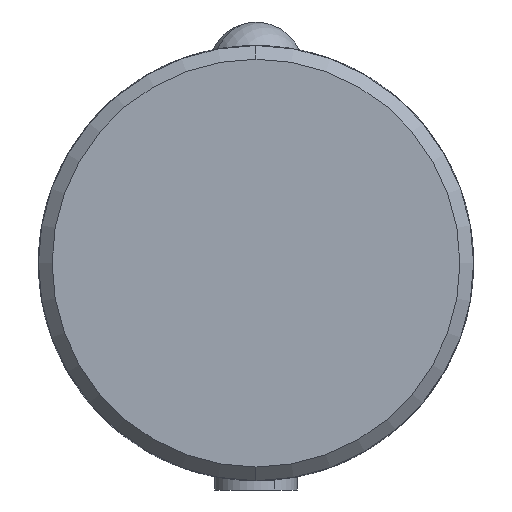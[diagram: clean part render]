
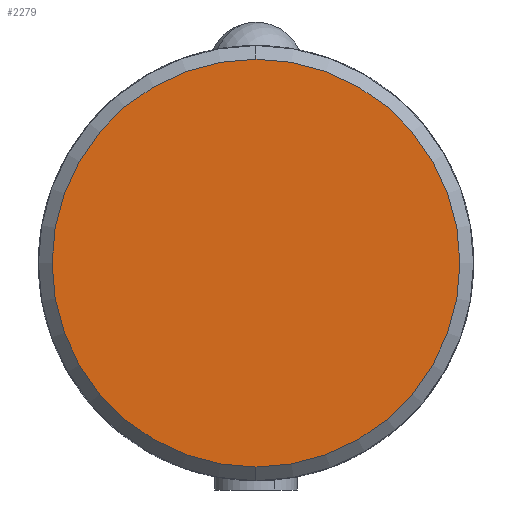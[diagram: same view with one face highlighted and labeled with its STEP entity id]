
A CAD part, left-side view. The second image highlights one B-rep face of the part: STEP entity #2279.
In plain terms, the highlighted planar face has unit normal (-1, 0, 0).
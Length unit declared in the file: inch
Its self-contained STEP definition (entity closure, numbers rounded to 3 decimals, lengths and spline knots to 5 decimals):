
#1018 = AXIS2_PLACEMENT_3D ( 'NONE', #4008, #1464, #4426 ) ;
#1083 = DIRECTION ( 'NONE',  ( -1., 0., 0. ) ) ;
#1444 = VERTEX_POINT ( 'NONE', #4068 ) ;
#1464 = DIRECTION ( 'NONE',  ( -1., 0., 0. ) ) ;
#1735 = ORIENTED_EDGE ( 'NONE', *, *, #1991, .T. ) ;
#1991 = EDGE_CURVE ( 'NONE', #1444, #4162, #5230, .T. ) ;
#2086 = EDGE_CURVE ( 'NONE', #4162, #1444, #2588, .T. ) ;
#2147 = CARTESIAN_POINT ( 'NONE',  ( -2.125, 0., 0. ) ) ;
#2226 = ORIENTED_EDGE ( 'NONE', *, *, #2086, .T. ) ;
#2279 = ADVANCED_FACE ( 'NONE', ( #3648 ), #4692, .F. ) ;
#2332 = AXIS2_PLACEMENT_3D ( 'NONE', #2147, #5109, #2579 ) ;
#2425 = AXIS2_PLACEMENT_3D ( 'NONE', #3624, #1083, #4061 ) ;
#2579 = DIRECTION ( 'NONE',  ( 0., 0., -1. ) ) ;
#2588 = CIRCLE ( 'NONE', #2425, 0.46625 ) ;
#3624 = CARTESIAN_POINT ( 'NONE',  ( -2.125, 0., 0. ) ) ;
#3648 = FACE_OUTER_BOUND ( 'NONE', #4941, .T. ) ;
#4008 = CARTESIAN_POINT ( 'NONE',  ( -2.125, 0., 0. ) ) ;
#4061 = DIRECTION ( 'NONE',  ( 0., 0., -1. ) ) ;
#4068 = CARTESIAN_POINT ( 'NONE',  ( -2.125, 0., 0.46625 ) ) ;
#4162 = VERTEX_POINT ( 'NONE', #4256 ) ;
#4256 = CARTESIAN_POINT ( 'NONE',  ( -2.125, 0., -0.46625 ) ) ;
#4426 = DIRECTION ( 'NONE',  ( 0., 0., -1. ) ) ;
#4692 = PLANE ( 'NONE',  #2332 ) ;
#4941 = EDGE_LOOP ( 'NONE', ( #2226, #1735 ) ) ;
#5109 = DIRECTION ( 'NONE',  ( 1., 0., 0. ) ) ;
#5230 = CIRCLE ( 'NONE', #1018, 0.46625 ) ;
